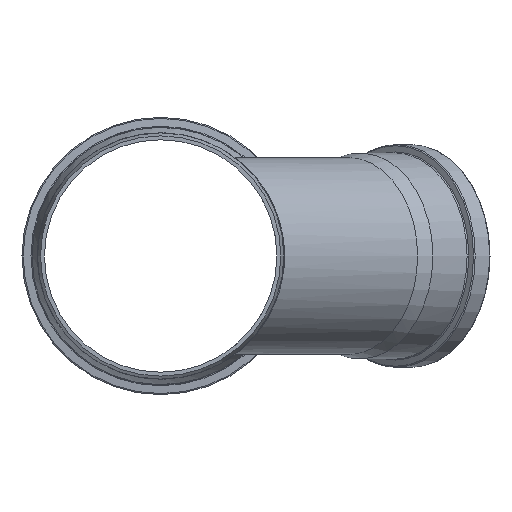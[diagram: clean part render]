
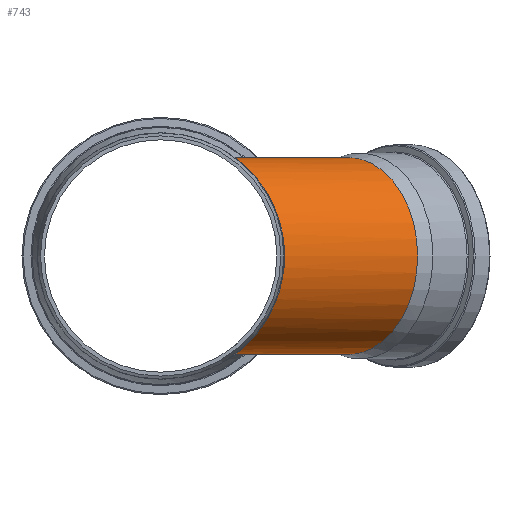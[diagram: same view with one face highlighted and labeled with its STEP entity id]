
A CAD part, front view. The second image highlights one B-rep face of the part: STEP entity #743.
In plain terms, the highlighted cylindrical face has radius 80.15 mm (diameter 160.3 mm), a partial arc.
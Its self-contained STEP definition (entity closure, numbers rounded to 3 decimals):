
#110=CIRCLE('',#809,80.15);
#178=CYLINDRICAL_SURFACE('',#819,80.15);
#201=FACE_OUTER_BOUND('',#264,.T.);
#264=EDGE_LOOP('',(#604,#605,#606,#607));
#371=B_SPLINE_CURVE_WITH_KNOTS('',3,(#1232,#1233,#1234,#1235),
 .UNSPECIFIED.,.F.,.F.,(4,4),(66.187,66.475),
 .UNSPECIFIED.);
#377=B_SPLINE_CURVE_WITH_KNOTS('',3,(#1638,#1639,#1640,#1641,#1642,#1643,
#1644,#1645,#1646,#1647,#1648,#1649,#1650,#1651,#1652,#1653,#1654,#1655,
#1656,#1657,#1658,#1659,#1660,#1661,#1662,#1663,#1664,#1665,#1666,#1667,
#1668,#1669,#1670,#1671,#1672),.UNSPECIFIED.,.F.,.F.,(4,1,1,1,1,1,1,1,1,
1,1,1,1,1,1,1,1,1,1,1,1,1,1,1,1,1,1,1,1,1,1,1,4),(0.687,1.723,
2.782,4.9,7.018,9.137,11.961,
14.785,16.198,17.61,19.022,20.434,
21.846,23.259,26.083,28.907,31.732,
34.556,35.968,37.38,38.793,40.205,
41.617,43.029,45.147,47.266,49.384,
51.502,53.62,55.739,57.857,58.916,
59.952),.UNSPECIFIED.);
#382=B_SPLINE_CURVE_WITH_KNOTS('',3,(#1749,#1750,#1751,#1752),
 .UNSPECIFIED.,.F.,.F.,(4,4),(58.546,58.834),
 .UNSPECIFIED.);
#391=VERTEX_POINT('',#1222);
#392=VERTEX_POINT('',#1231);
#404=VERTEX_POINT('',#1299);
#406=VERTEX_POINT('',#1637);
#471=EDGE_CURVE('',#391,#392,#371,.T.);
#486=EDGE_CURVE('',#391,#404,#110,.T.);
#488=EDGE_CURVE('',#392,#406,#377,.T.);
#493=EDGE_CURVE('',#406,#404,#382,.T.);
#604=ORIENTED_EDGE('',*,*,#471,.F.);
#605=ORIENTED_EDGE('',*,*,#486,.T.);
#606=ORIENTED_EDGE('',*,*,#493,.F.);
#607=ORIENTED_EDGE('',*,*,#488,.F.);
#743=ADVANCED_FACE('',(#201),#178,.T.);
#809=AXIS2_PLACEMENT_3D('',#1310,#946,#947);
#819=AXIS2_PLACEMENT_3D('',#1890,#966,#967);
#946=DIRECTION('center_axis',(-0.707,-0.707,0.));
#947=DIRECTION('ref_axis',(0.707,-0.707,0.));
#966=DIRECTION('center_axis',(-0.707,-0.707,0.));
#967=DIRECTION('ref_axis',(0.707,-0.707,0.));
#1222=CARTESIAN_POINT('',(99.692,0.48,-29.12));
#1231=CARTESIAN_POINT('',(98.575,-1.569,-30.758));
#1232=CARTESIAN_POINT('Ctrl Pts',(99.692,0.481,-29.12));
#1233=CARTESIAN_POINT('Ctrl Pts',(99.324,-0.195,-29.678));
#1234=CARTESIAN_POINT('Ctrl Pts',(98.952,-0.879,-30.224));
#1235=CARTESIAN_POINT('Ctrl Pts',(98.575,-1.569,-30.758));
#1299=CARTESIAN_POINT('',(99.692,0.48,29.12));
#1310=CARTESIAN_POINT('Origin',(152.493,-52.321,0.));
#1637=CARTESIAN_POINT('',(98.575,-1.569,30.758));
#1638=CARTESIAN_POINT('Ctrl Pts',(98.575,-1.569,-30.758));
#1639=CARTESIAN_POINT('Ctrl Pts',(97.753,-3.814,-33.179));
#1640=CARTESIAN_POINT('Ctrl Pts',(95.982,-8.672,-37.761));
#1641=CARTESIAN_POINT('Ctrl Pts',(92.158,-19.297,-45.856));
#1642=CARTESIAN_POINT('Ctrl Pts',(87.067,-33.763,-54.287));
#1643=CARTESIAN_POINT('Ctrl Pts',(80.868,-52.183,-62.394));
#1644=CARTESIAN_POINT('Ctrl Pts',(74.189,-73.387,-69.589));
#1645=CARTESIAN_POINT('Ctrl Pts',(67.468,-97.49,-75.532));
#1646=CARTESIAN_POINT('Ctrl Pts',(62.751,-120.155,-78.992));
#1647=CARTESIAN_POINT('Ctrl Pts',(60.817,-138.679,-80.244));
#1648=CARTESIAN_POINT('Ctrl Pts',(60.784,-152.665,-80.143));
#1649=CARTESIAN_POINT('Ctrl Pts',(62.722,-166.412,-78.586));
#1650=CARTESIAN_POINT('Ctrl Pts',(67.051,-179.185,-74.994));
#1651=CARTESIAN_POINT('Ctrl Pts',(73.262,-190.114,-69.078));
#1652=CARTESIAN_POINT('Ctrl Pts',(82.609,-201.871,-58.311));
#1653=CARTESIAN_POINT('Ctrl Pts',(93.607,-211.796,-40.292));
#1654=CARTESIAN_POINT('Ctrl Pts',(101.141,-217.569,-13.991));
#1655=CARTESIAN_POINT('Ctrl Pts',(101.154,-217.567,13.99));
#1656=CARTESIAN_POINT('Ctrl Pts',(94.847,-212.763,35.909));
#1657=CARTESIAN_POINT('Ctrl Pts',(87.024,-205.837,51.102));
#1658=CARTESIAN_POINT('Ctrl Pts',(80.261,-198.935,61.004));
#1659=CARTESIAN_POINT('Ctrl Pts',(73.268,-190.113,69.077));
#1660=CARTESIAN_POINT('Ctrl Pts',(67.046,-179.184,74.994));
#1661=CARTESIAN_POINT('Ctrl Pts',(62.724,-166.415,78.587));
#1662=CARTESIAN_POINT('Ctrl Pts',(60.459,-150.367,80.4));
#1663=CARTESIAN_POINT('Ctrl Pts',(61.165,-131.669,80.06));
#1664=CARTESIAN_POINT('Ctrl Pts',(64.518,-111.047,77.735));
#1665=CARTESIAN_POINT('Ctrl Pts',(69.286,-90.895,73.961));
#1666=CARTESIAN_POINT('Ctrl Pts',(74.857,-71.268,68.87));
#1667=CARTESIAN_POINT('Ctrl Pts',(80.867,-52.183,62.394));
#1668=CARTESIAN_POINT('Ctrl Pts',(87.067,-33.763,54.287));
#1669=CARTESIAN_POINT('Ctrl Pts',(92.158,-19.297,45.856));
#1670=CARTESIAN_POINT('Ctrl Pts',(95.982,-8.673,37.761));
#1671=CARTESIAN_POINT('Ctrl Pts',(97.753,-3.814,33.179));
#1672=CARTESIAN_POINT('Ctrl Pts',(98.575,-1.569,30.758));
#1749=CARTESIAN_POINT('Ctrl Pts',(98.575,-1.569,30.758));
#1750=CARTESIAN_POINT('Ctrl Pts',(98.952,-0.879,30.224));
#1751=CARTESIAN_POINT('Ctrl Pts',(99.324,-0.195,29.678));
#1752=CARTESIAN_POINT('Ctrl Pts',(99.692,0.481,29.12));
#1890=CARTESIAN_POINT('Origin',(76.247,-128.568,0.));
